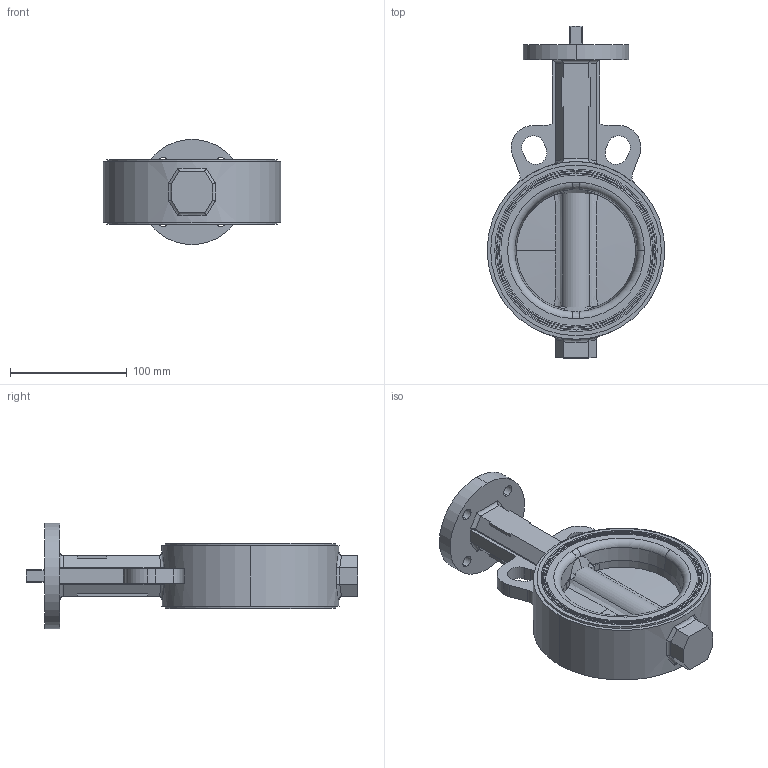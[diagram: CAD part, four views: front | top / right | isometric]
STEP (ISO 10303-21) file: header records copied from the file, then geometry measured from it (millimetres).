
FILE_DESCRIPTION (( 'STEP AP214' ), '1' );
FILE_NAME ('NS-0400-WAFER.step', '2019-03-07T20:50:31', ( '' ), ( '' ), 'SwSTEP 2.0', 'SolidWorks 2019', '' );
FILE_SCHEMA (( 'AUTOMOTIVE_DESIGN' ));
Length unit declared in the file: inch
Products named in the file (1): NS-0400-WAFER
Bounding box: 152 x 284 x 90 mm (x, y, z)
Surface area: 120803.8 mm2 (no closed solid volume)
Topology: 0 solids, 6 shells, 230 faces, 625 edges, 401 vertices
Faces by surface type: cylinder 76, plane 62, bspline 48, cone 22, torus 22
Entity records: 14397 total; most frequent: CARTESIAN_POINT 6025, ORIENTED_EDGE 1174, DIRECTION 1018, EDGE_CURVE 617, AXIS2_PLACEMENT_3D 406, VERTEX_POINT 401, EDGE_LOOP 260, LENGTH_MEASURE_WITH_UNIT 232
